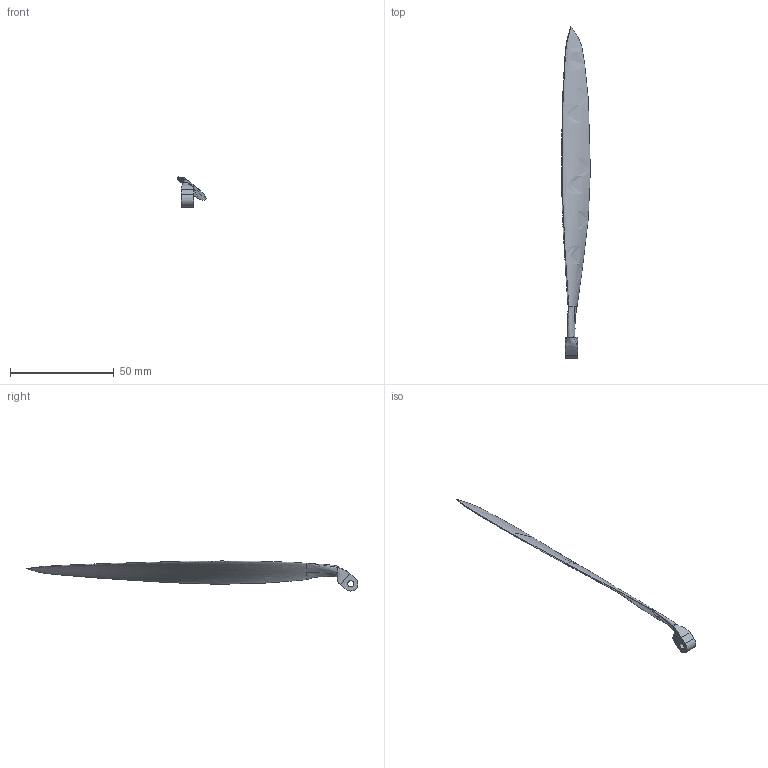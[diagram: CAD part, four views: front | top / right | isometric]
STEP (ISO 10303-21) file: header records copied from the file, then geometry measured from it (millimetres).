
FILE_DESCRIPTION(/* description */ ('Alibre Inc.'),/* implementation_level */ '2;1');
FILE_NAME(/* name */ 'export0',/* time_stamp */ '2018-11-04T19:51:29+01:00',/* author */ (''),/* organization */ (''),/* preprocessor_version */ 'ST-DEVELOPER v17',/* originating_system */ 'Alibre',/* authorisation */ '');
FILE_SCHEMA (('AUTOMOTIVE_DESIGN'));
Length unit declared in the file: metre
Bounding box: 13.83 x 160 x 14.46 mm (x, y, z)
Volume: 2510.2 mm3; surface area: 4369.1 mm2
Topology: 1 solids, 1 shells, 17 faces, 59 edges, 42 vertices
Faces by surface type: bspline 11, plane 4, cylinder 2
Full cylindrical faces by diameter (mm): 3 x1
Entity records: 4025 total; most frequent: CARTESIAN_POINT 3593, ORIENTED_EDGE 112, EDGE_CURVE 56, DIRECTION 44, VERTEX_POINT 42, B_SPLINE_CURVE_WITH_KNOTS 30, EDGE_LOOP 20, FACE_BOUND 20
